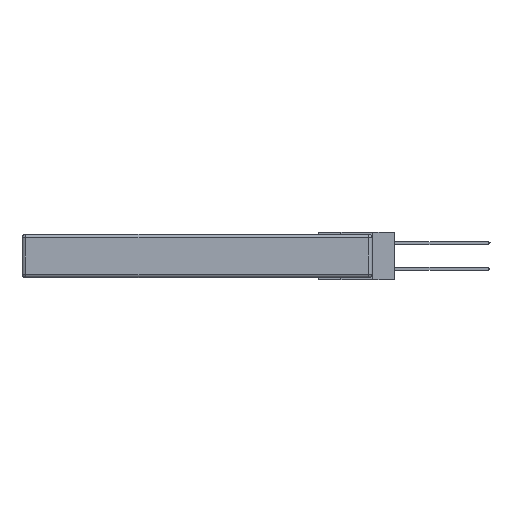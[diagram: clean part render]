
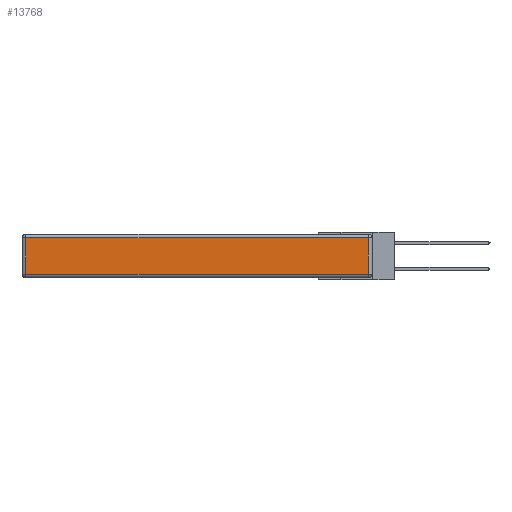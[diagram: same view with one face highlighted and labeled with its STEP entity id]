
A CAD part, left-side view. The second image highlights one B-rep face of the part: STEP entity #13768.
In plain terms, the highlighted planar face has unit normal (-1, 0, 0).
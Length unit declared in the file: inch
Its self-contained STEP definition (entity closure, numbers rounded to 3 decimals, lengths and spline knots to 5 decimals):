
#1134 = EDGE_CURVE ( 'NONE', #13344, #17666, #15643, .T. ) ;
#1540 = EDGE_LOOP ( 'NONE', ( #4075, #11720, #10202, #2500 ) ) ;
#1678 = VERTEX_POINT ( 'NONE', #14366 ) ;
#2137 = CARTESIAN_POINT ( 'NONE',  ( 0., 2.75, -0.03 ) ) ;
#2264 = DIRECTION ( 'NONE',  ( 0., -1., 0. ) ) ;
#2500 = ORIENTED_EDGE ( 'NONE', *, *, #2638, .T. ) ;
#2616 = EDGE_CURVE ( 'NONE', #1678, #13344, #16188, .T. ) ;
#2638 = EDGE_CURVE ( 'NONE', #17666, #6905, #3338, .T. ) ;
#3338 = LINE ( 'NONE', #6510, #14448 ) ;
#3574 = DIRECTION ( 'NONE',  ( 0., 1., 0. ) ) ;
#3746 = DIRECTION ( 'NONE',  ( 0., 0., 1. ) ) ;
#3797 = CARTESIAN_POINT ( 'NONE',  ( 0., 0.03, -0.343 ) ) ;
#4075 = ORIENTED_EDGE ( 'NONE', *, *, #10709, .T. ) ;
#5929 = CARTESIAN_POINT ( 'NONE',  ( 0., 2.72, -0.03 ) ) ;
#5934 = VECTOR ( 'NONE', #2264, 39.37008 ) ;
#6510 = CARTESIAN_POINT ( 'NONE',  ( 0., 2.72, -0.343 ) ) ;
#6736 = DIRECTION ( 'NONE',  ( 0., 0., 1. ) ) ;
#6905 = VERTEX_POINT ( 'NONE', #16836 ) ;
#9244 = LINE ( 'NONE', #15958, #5934 ) ;
#10202 = ORIENTED_EDGE ( 'NONE', *, *, #1134, .T. ) ;
#10709 = EDGE_CURVE ( 'NONE', #6905, #1678, #9244, .T. ) ;
#11072 = CARTESIAN_POINT ( 'NONE',  ( 0., 0.03, -0.03 ) ) ;
#11720 = ORIENTED_EDGE ( 'NONE', *, *, #2616, .T. ) ;
#12209 = CARTESIAN_POINT ( 'NONE',  ( 0., 0., -0.343 ) ) ;
#13046 = FACE_OUTER_BOUND ( 'NONE', #1540, .T. ) ;
#13344 = VERTEX_POINT ( 'NONE', #11072 ) ;
#13768 = ADVANCED_FACE ( 'NONE', ( #13046 ), #16474, .T. ) ;
#13790 = VECTOR ( 'NONE', #3746, 39.37008 ) ;
#14366 = CARTESIAN_POINT ( 'NONE',  ( 0., 0.03, -0.313 ) ) ;
#14448 = VECTOR ( 'NONE', #16182, 39.37008 ) ;
#15131 = DIRECTION ( 'NONE',  ( -1., 0., 0. ) ) ;
#15643 = LINE ( 'NONE', #2137, #18033 ) ;
#15958 = CARTESIAN_POINT ( 'NONE',  ( 0., 0., -0.313 ) ) ;
#15994 = AXIS2_PLACEMENT_3D ( 'NONE', #12209, #15131, #6736 ) ;
#16182 = DIRECTION ( 'NONE',  ( 0., 0., -1. ) ) ;
#16188 = LINE ( 'NONE', #3797, #13790 ) ;
#16474 = PLANE ( 'NONE',  #15994 ) ;
#16836 = CARTESIAN_POINT ( 'NONE',  ( 0., 2.72, -0.313 ) ) ;
#17666 = VERTEX_POINT ( 'NONE', #5929 ) ;
#18033 = VECTOR ( 'NONE', #3574, 39.37008 ) ;
